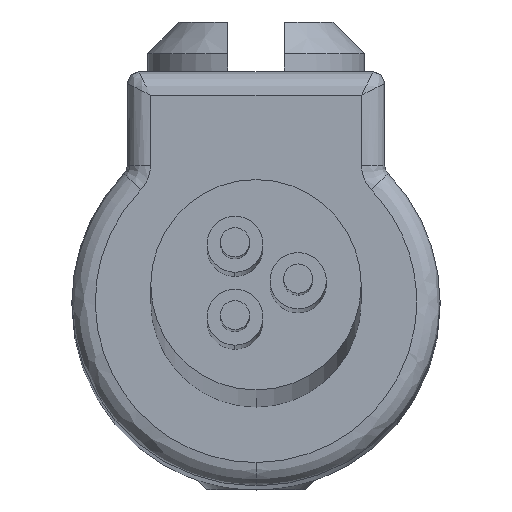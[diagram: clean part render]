
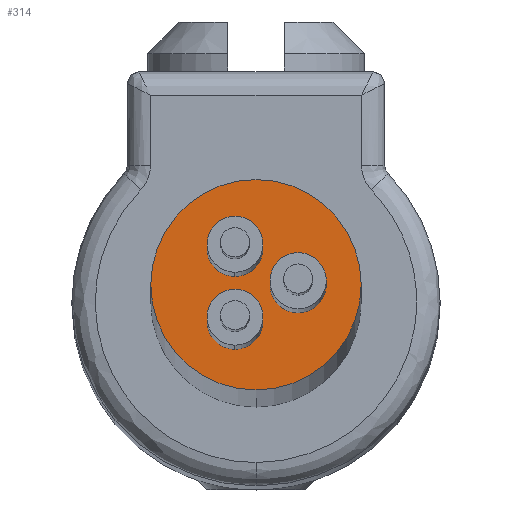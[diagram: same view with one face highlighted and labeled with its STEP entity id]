
A CAD part, top view. The second image highlights one B-rep face of the part: STEP entity #314.
In plain terms, the highlighted planar face has unit normal (0, 0, 1).
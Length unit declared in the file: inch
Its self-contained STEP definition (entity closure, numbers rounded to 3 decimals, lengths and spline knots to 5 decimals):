
#46 = VERTEX_POINT ( 'NONE', #1955 ) ;
#93 = ORIENTED_EDGE ( 'NONE', *, *, #676, .T. ) ;
#192 = FACE_BOUND ( 'NONE', #1095, .T. ) ;
#221 = EDGE_CURVE ( 'NONE', #1013, #46, #1673, .T. ) ;
#230 = AXIS2_PLACEMENT_3D ( 'NONE', #1976, #2865, #894 ) ;
#277 = ORIENTED_EDGE ( 'NONE', *, *, #221, .T. ) ;
#289 = CARTESIAN_POINT ( 'NONE',  ( -0.009, 0.01559, 5.18898 ) ) ;
#314 = ADVANCED_FACE ( 'NONE', ( #611, #192, #836, #1479 ), #1710, .T. ) ;
#404 = CARTESIAN_POINT ( 'NONE',  ( 0., -0.0225, 5.18898 ) ) ;
#416 = DIRECTION ( 'NONE',  ( 0., 0., 1. ) ) ;
#419 = DIRECTION ( 'NONE',  ( 0., 0., -1. ) ) ;
#425 = ORIENTED_EDGE ( 'NONE', *, *, #2249, .T. ) ;
#434 = EDGE_LOOP ( 'NONE', ( #1804, #1885 ) ) ;
#442 = ORIENTED_EDGE ( 'NONE', *, *, #2868, .T. ) ;
#450 = ORIENTED_EDGE ( 'NONE', *, *, #1664, .T. ) ;
#528 = CARTESIAN_POINT ( 'NONE',  ( -0.009, 0.0276, 5.18898 ) ) ;
#541 = DIRECTION ( 'NONE',  ( 0., 0., -1. ) ) ;
#611 = FACE_BOUND ( 'NONE', #936, .T. ) ;
#627 = DIRECTION ( 'NONE',  ( 0., -1., 0. ) ) ;
#629 = VERTEX_POINT ( 'NONE', #1628 ) ;
#647 = AXIS2_PLACEMENT_3D ( 'NONE', #834, #1083, #2796 ) ;
#672 = VERTEX_POINT ( 'NONE', #528 ) ;
#676 = EDGE_CURVE ( 'NONE', #672, #629, #1878, .T. ) ;
#732 = CIRCLE ( 'NONE', #1460, 0.045 ) ;
#734 = CIRCLE ( 'NONE', #1463, 0.01201 ) ;
#750 = CARTESIAN_POINT ( 'NONE',  ( 0.018, 0., 5.18898 ) ) ;
#753 = EDGE_CURVE ( 'NONE', #46, #1013, #815, .T. ) ;
#784 = DIRECTION ( 'NONE',  ( 0., -1., 0. ) ) ;
#815 = CIRCLE ( 'NONE', #1915, 0.01201 ) ;
#834 = CARTESIAN_POINT ( 'NONE',  ( 0., 0., 5.18898 ) ) ;
#836 = FACE_BOUND ( 'NONE', #1500, .T. ) ;
#865 = DIRECTION ( 'NONE',  ( 0., -1., 0. ) ) ;
#870 = DIRECTION ( 'NONE',  ( 0., 0., -1. ) ) ;
#894 = DIRECTION ( 'NONE',  ( 0., -1., 0. ) ) ;
#924 = VERTEX_POINT ( 'NONE', #2659 ) ;
#936 = EDGE_LOOP ( 'NONE', ( #277, #1894 ) ) ;
#985 = DIRECTION ( 'NONE',  ( 0., 0., -1. ) ) ;
#992 = AXIS2_PLACEMENT_3D ( 'NONE', #404, #416, #865 ) ;
#1013 = VERTEX_POINT ( 'NONE', #1889 ) ;
#1083 = DIRECTION ( 'NONE',  ( 0., 0., -1. ) ) ;
#1095 = EDGE_LOOP ( 'NONE', ( #442, #93 ) ) ;
#1116 = DIRECTION ( 'NONE',  ( 0., -1., 0. ) ) ;
#1151 = AXIS2_PLACEMENT_3D ( 'NONE', #750, #985, #1887 ) ;
#1177 = EDGE_CURVE ( 'NONE', #924, #2658, #1391, .T. ) ;
#1192 = VERTEX_POINT ( 'NONE', #2585 ) ;
#1281 = CARTESIAN_POINT ( 'NONE',  ( 0.018, 0., 5.18898 ) ) ;
#1391 = CIRCLE ( 'NONE', #647, 0.045 ) ;
#1460 = AXIS2_PLACEMENT_3D ( 'NONE', #2363, #870, #2143 ) ;
#1463 = AXIS2_PLACEMENT_3D ( 'NONE', #1793, #1572, #2443 ) ;
#1479 = FACE_OUTER_BOUND ( 'NONE', #434, .T. ) ;
#1500 = EDGE_LOOP ( 'NONE', ( #450, #425 ) ) ;
#1572 = DIRECTION ( 'NONE',  ( 0., 0., -1. ) ) ;
#1628 = CARTESIAN_POINT ( 'NONE',  ( -0.009, 0.00358, 5.18898 ) ) ;
#1664 = EDGE_CURVE ( 'NONE', #2509, #1192, #2057, .T. ) ;
#1673 = CIRCLE ( 'NONE', #230, 0.01201 ) ;
#1710 = PLANE ( 'NONE',  #992 ) ;
#1711 = DIRECTION ( 'NONE',  ( 0., 0., -1. ) ) ;
#1793 = CARTESIAN_POINT ( 'NONE',  ( -0.009, 0.01559, 5.18898 ) ) ;
#1804 = ORIENTED_EDGE ( 'NONE', *, *, #1177, .F. ) ;
#1813 = CARTESIAN_POINT ( 'NONE',  ( 0.018, -0.01201, 5.18898 ) ) ;
#1878 = CIRCLE ( 'NONE', #2085, 0.01201 ) ;
#1885 = ORIENTED_EDGE ( 'NONE', *, *, #2738, .F. ) ;
#1887 = DIRECTION ( 'NONE',  ( 0., -1., 0. ) ) ;
#1889 = CARTESIAN_POINT ( 'NONE',  ( -0.009, -0.0276, 5.18898 ) ) ;
#1894 = ORIENTED_EDGE ( 'NONE', *, *, #753, .T. ) ;
#1915 = AXIS2_PLACEMENT_3D ( 'NONE', #2826, #1711, #627 ) ;
#1955 = CARTESIAN_POINT ( 'NONE',  ( -0.009, -0.00358, 5.18898 ) ) ;
#1976 = CARTESIAN_POINT ( 'NONE',  ( -0.009, -0.01559, 5.18898 ) ) ;
#2057 = CIRCLE ( 'NONE', #2428, 0.01201 ) ;
#2085 = AXIS2_PLACEMENT_3D ( 'NONE', #289, #541, #784 ) ;
#2143 = DIRECTION ( 'NONE',  ( 0., -1., 0. ) ) ;
#2249 = EDGE_CURVE ( 'NONE', #1192, #2509, #2371, .T. ) ;
#2363 = CARTESIAN_POINT ( 'NONE',  ( 0., 0., 5.18898 ) ) ;
#2371 = CIRCLE ( 'NONE', #1151, 0.01201 ) ;
#2428 = AXIS2_PLACEMENT_3D ( 'NONE', #1281, #419, #1116 ) ;
#2443 = DIRECTION ( 'NONE',  ( 0., -1., 0. ) ) ;
#2509 = VERTEX_POINT ( 'NONE', #1813 ) ;
#2585 = CARTESIAN_POINT ( 'NONE',  ( 0.018, 0.01201, 5.18898 ) ) ;
#2658 = VERTEX_POINT ( 'NONE', #2805 ) ;
#2659 = CARTESIAN_POINT ( 'NONE',  ( 0., -0.045, 5.18898 ) ) ;
#2738 = EDGE_CURVE ( 'NONE', #2658, #924, #732, .T. ) ;
#2796 = DIRECTION ( 'NONE',  ( 0., -1., 0. ) ) ;
#2805 = CARTESIAN_POINT ( 'NONE',  ( 0., 0.045, 5.18898 ) ) ;
#2826 = CARTESIAN_POINT ( 'NONE',  ( -0.009, -0.01559, 5.18898 ) ) ;
#2865 = DIRECTION ( 'NONE',  ( 0., 0., -1. ) ) ;
#2868 = EDGE_CURVE ( 'NONE', #629, #672, #734, .T. ) ;
